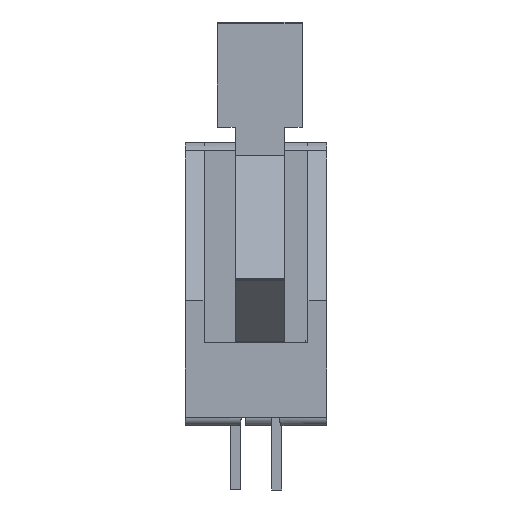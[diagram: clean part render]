
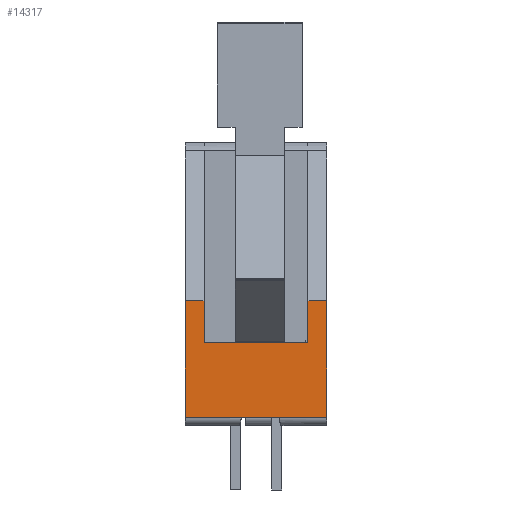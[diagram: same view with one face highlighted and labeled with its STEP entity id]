
A CAD part, left-side view. The second image highlights one B-rep face of the part: STEP entity #14317.
In plain terms, the highlighted planar face has unit normal (-1, 0, 0).
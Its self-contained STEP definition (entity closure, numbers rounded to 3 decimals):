
#3634=PLANE($,#15521);
#4579=FACE_OUTER_BOUND($,#5529,.T.);
#5529=EDGE_LOOP($,(#10596,#10597,#10598,#10599,#10600,#10601,#10602,#10603));
#6607=B_SPLINE_CURVE_WITH_KNOTS($,1,(#21717,#21718),.UNSPECIFIED.,.F.,.F.,
(2,2),(0.,1.),.UNSPECIFIED.);
#6611=B_SPLINE_CURVE_WITH_KNOTS($,1,(#21727,#21728),.UNSPECIFIED.,.F.,.F.,
(2,2),(0.,1.),.UNSPECIFIED.);
#6613=B_SPLINE_CURVE_WITH_KNOTS($,1,(#21733,#21734),.UNSPECIFIED.,.F.,.F.,
(2,2),(0.,1.),.UNSPECIFIED.);
#6614=B_SPLINE_CURVE_WITH_KNOTS($,1,(#21737,#21738),.UNSPECIFIED.,.F.,.F.,
(2,2),(0.,1.),.UNSPECIFIED.);
#6651=B_SPLINE_CURVE_WITH_KNOTS($,1,(#22252,#22253),.UNSPECIFIED.,.F.,.F.,
(2,2),(0.,1.),.UNSPECIFIED.);
#6652=B_SPLINE_CURVE_WITH_KNOTS($,1,(#22256,#22257),.UNSPECIFIED.,.F.,.F.,
(2,2),(0.,1.),.UNSPECIFIED.);
#6653=B_SPLINE_CURVE_WITH_KNOTS($,1,(#22258,#22259),.UNSPECIFIED.,.F.,.F.,
(2,2),(0.,1.),.UNSPECIFIED.);
#6654=B_SPLINE_CURVE_WITH_KNOTS($,1,(#22260,#22261),.UNSPECIFIED.,.F.,.F.,
(2,2),(0.,1.),.UNSPECIFIED.);
#6889=VERTEX_POINT($,#21713);
#6890=VERTEX_POINT($,#21716);
#6891=VERTEX_POINT($,#21724);
#6892=VERTEX_POINT($,#21730);
#6893=VERTEX_POINT($,#21736);
#6924=VERTEX_POINT($,#22246);
#6925=VERTEX_POINT($,#22249);
#6926=VERTEX_POINT($,#22255);
#8329=EDGE_CURVE($,#6890,#6889,#6607,.T.);
#8333=EDGE_CURVE($,#6889,#6891,#6611,.T.);
#8335=EDGE_CURVE($,#6891,#6892,#6613,.T.);
#8336=EDGE_CURVE($,#6893,#6890,#6614,.T.);
#8377=EDGE_CURVE($,#6925,#6924,#6651,.T.);
#8378=EDGE_CURVE($,#6926,#6893,#6652,.T.);
#8379=EDGE_CURVE($,#6892,#6924,#6653,.T.);
#8380=EDGE_CURVE($,#6926,#6925,#6654,.T.);
#10596=ORIENTED_EDGE($,*,*,#8378,.T.);
#10597=ORIENTED_EDGE($,*,*,#8336,.T.);
#10598=ORIENTED_EDGE($,*,*,#8329,.T.);
#10599=ORIENTED_EDGE($,*,*,#8333,.T.);
#10600=ORIENTED_EDGE($,*,*,#8335,.T.);
#10601=ORIENTED_EDGE($,*,*,#8379,.T.);
#10602=ORIENTED_EDGE($,*,*,#8377,.F.);
#10603=ORIENTED_EDGE($,*,*,#8380,.F.);
#14317=ADVANCED_FACE($,(#4579),#3634,.T.);
#15521=AXIS2_PLACEMENT_3D($,#22254,#16621,#16622);
#16621=DIRECTION('center_axis',(-1.,0.,0.));
#16622=DIRECTION('ref_axis',(0.,0.,1.));
#21713=CARTESIAN_POINT('',(-50.292,3.175,5.08));
#21716=CARTESIAN_POINT('',(-50.292,-3.175,5.08));
#21717=CARTESIAN_POINT('Ctrl Pts',(-50.292,-3.175,5.08));
#21718=CARTESIAN_POINT('Ctrl Pts',(-50.292,3.175,5.08));
#21724=CARTESIAN_POINT('',(-50.292,3.175,7.62));
#21727=CARTESIAN_POINT('Ctrl Pts',(-50.292,3.175,5.08));
#21728=CARTESIAN_POINT('Ctrl Pts',(-50.292,3.175,7.62));
#21730=CARTESIAN_POINT('',(-50.292,4.318,7.62));
#21733=CARTESIAN_POINT('Ctrl Pts',(-50.292,3.175,7.62));
#21734=CARTESIAN_POINT('Ctrl Pts',(-50.292,4.318,7.62));
#21736=CARTESIAN_POINT('',(-50.292,-3.175,7.62));
#21737=CARTESIAN_POINT('Ctrl Pts',(-50.292,-3.175,7.62));
#21738=CARTESIAN_POINT('Ctrl Pts',(-50.292,-3.175,5.08));
#22246=CARTESIAN_POINT('',(-50.292,4.318,0.508));
#22249=CARTESIAN_POINT('',(-50.292,-4.318,0.508));
#22252=CARTESIAN_POINT('Ctrl Pts',(-50.292,-4.318,0.508));
#22253=CARTESIAN_POINT('Ctrl Pts',(-50.292,4.318,0.508));
#22254=CARTESIAN_POINT('Origin',(-50.292,4.491,7.762));
#22255=CARTESIAN_POINT('',(-50.292,-4.318,7.62));
#22256=CARTESIAN_POINT('Ctrl Pts',(-50.292,-4.318,7.62));
#22257=CARTESIAN_POINT('Ctrl Pts',(-50.292,-3.175,7.62));
#22258=CARTESIAN_POINT('Ctrl Pts',(-50.292,4.318,7.62));
#22259=CARTESIAN_POINT('Ctrl Pts',(-50.292,4.318,0.508));
#22260=CARTESIAN_POINT('Ctrl Pts',(-50.292,-4.318,7.62));
#22261=CARTESIAN_POINT('Ctrl Pts',(-50.292,-4.318,0.508));
